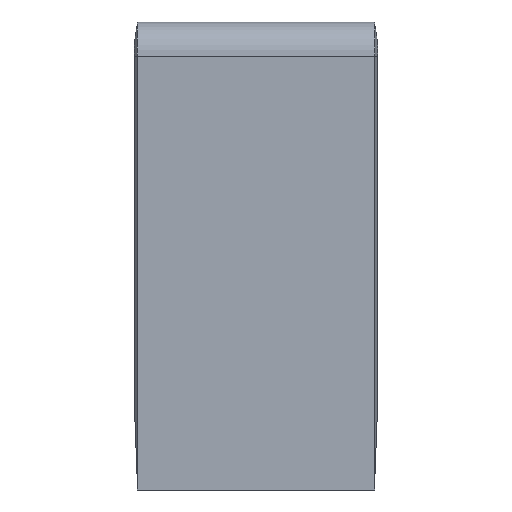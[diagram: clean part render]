
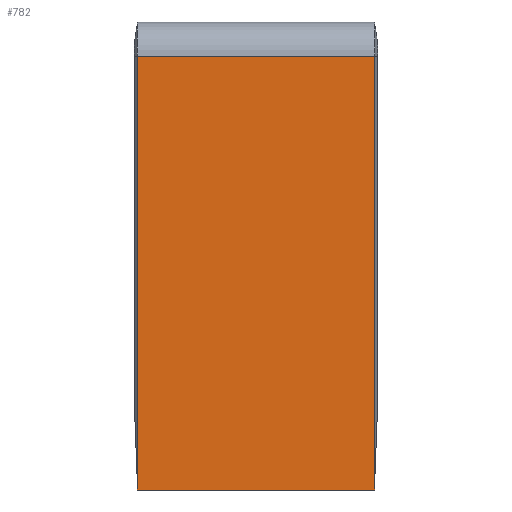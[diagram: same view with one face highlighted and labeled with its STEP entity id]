
A CAD part, left-side view. The second image highlights one B-rep face of the part: STEP entity #782.
In plain terms, the highlighted planar face has unit normal (-1, 0, 0).
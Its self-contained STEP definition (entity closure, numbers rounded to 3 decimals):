
#9 = VERTEX_POINT ( 'NONE', #537 ) ;
#58 = EDGE_CURVE ( 'NONE', #476, #1370, #1150, .T. ) ;
#105 = CARTESIAN_POINT ( 'NONE',  ( -40.005, 19.55, -38.1 ) ) ;
#138 = VECTOR ( 'NONE', #364, 1000. ) ;
#206 = AXIS2_PLACEMENT_3D ( 'NONE', #1630, #1492, #819 ) ;
#249 = CARTESIAN_POINT ( 'NONE',  ( -40.005, 0.25, -2.8 ) ) ;
#262 = VERTEX_POINT ( 'NONE', #948 ) ;
#364 = DIRECTION ( 'NONE',  ( 0., 1., 0. ) ) ;
#464 = EDGE_CURVE ( 'NONE', #1584, #638, #758, .T. ) ;
#476 = VERTEX_POINT ( 'NONE', #1712 ) ;
#527 = ORIENTED_EDGE ( 'NONE', *, *, #1228, .T. ) ;
#537 = CARTESIAN_POINT ( 'NONE',  ( -40.005, 0.25, -38.1 ) ) ;
#568 = EDGE_CURVE ( 'NONE', #638, #262, #1074, .T. ) ;
#598 = LINE ( 'NONE', #899, #1300 ) ;
#628 = ORIENTED_EDGE ( 'NONE', *, *, #1002, .T. ) ;
#638 = VERTEX_POINT ( 'NONE', #249 ) ;
#652 = EDGE_LOOP ( 'NONE', ( #797, #711, #689, #527, #628, #1537 ) ) ;
#685 = CARTESIAN_POINT ( 'NONE',  ( -40.005, 19.55, -38.1 ) ) ;
#689 = ORIENTED_EDGE ( 'NONE', *, *, #58, .T. ) ;
#706 = CARTESIAN_POINT ( 'NONE',  ( -40.005, 0.25, -38.1 ) ) ;
#711 = ORIENTED_EDGE ( 'NONE', *, *, #1148, .T. ) ;
#731 = CARTESIAN_POINT ( 'NONE',  ( -40.005, 0.25, -2.8 ) ) ;
#758 = LINE ( 'NONE', #731, #1632 ) ;
#782 = ADVANCED_FACE ( 'NONE', ( #1174 ), #951, .T. ) ;
#793 = LINE ( 'NONE', #993, #1552 ) ;
#797 = ORIENTED_EDGE ( 'NONE', *, *, #568, .T. ) ;
#819 = DIRECTION ( 'NONE',  ( 0., 0., 1. ) ) ;
#842 = DIRECTION ( 'NONE',  ( 0., 0., 1. ) ) ;
#899 = CARTESIAN_POINT ( 'NONE',  ( -40.005, 19.8, -38.1 ) ) ;
#948 = CARTESIAN_POINT ( 'NONE',  ( -40.005, 19.55, -2.8 ) ) ;
#951 = PLANE ( 'NONE',  #206 ) ;
#964 = LINE ( 'NONE', #706, #1098 ) ;
#993 = CARTESIAN_POINT ( 'NONE',  ( -40.005, 19.55, 0. ) ) ;
#1002 = EDGE_CURVE ( 'NONE', #9, #1584, #964, .T. ) ;
#1074 = LINE ( 'NONE', #1180, #138 ) ;
#1098 = VECTOR ( 'NONE', #842, 1000. ) ;
#1148 = EDGE_CURVE ( 'NONE', #262, #476, #793, .T. ) ;
#1150 = LINE ( 'NONE', #685, #1330 ) ;
#1174 = FACE_OUTER_BOUND ( 'NONE', #652, .T. ) ;
#1180 = CARTESIAN_POINT ( 'NONE',  ( -40.005, 19.8, -2.8 ) ) ;
#1228 = EDGE_CURVE ( 'NONE', #1370, #9, #598, .T. ) ;
#1261 = DIRECTION ( 'NONE',  ( 0., 0., -1. ) ) ;
#1300 = VECTOR ( 'NONE', #1581, 1000. ) ;
#1330 = VECTOR ( 'NONE', #1337, 1000. ) ;
#1337 = DIRECTION ( 'NONE',  ( 0., 0., -1. ) ) ;
#1358 = CARTESIAN_POINT ( 'NONE',  ( -40.005, 0.25, -37.85 ) ) ;
#1370 = VERTEX_POINT ( 'NONE', #105 ) ;
#1492 = DIRECTION ( 'NONE',  ( -1., 0., 0. ) ) ;
#1537 = ORIENTED_EDGE ( 'NONE', *, *, #464, .T. ) ;
#1552 = VECTOR ( 'NONE', #1261, 1000. ) ;
#1581 = DIRECTION ( 'NONE',  ( 0., -1., 0. ) ) ;
#1584 = VERTEX_POINT ( 'NONE', #1358 ) ;
#1630 = CARTESIAN_POINT ( 'NONE',  ( -40.005, 19.8, 0. ) ) ;
#1632 = VECTOR ( 'NONE', #1673, 1000. ) ;
#1673 = DIRECTION ( 'NONE',  ( 0., 0., 1. ) ) ;
#1712 = CARTESIAN_POINT ( 'NONE',  ( -40.005, 19.55, -37.85 ) ) ;
